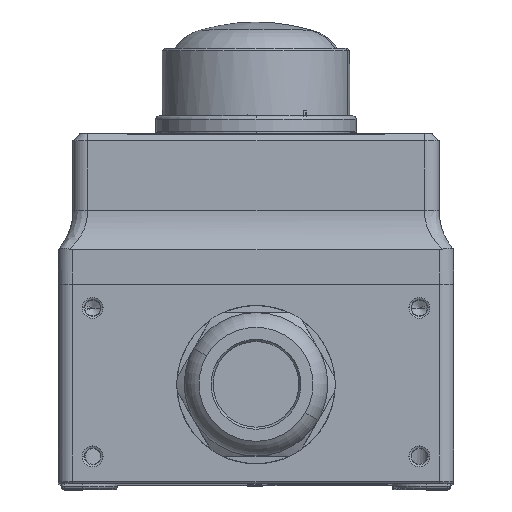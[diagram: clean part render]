
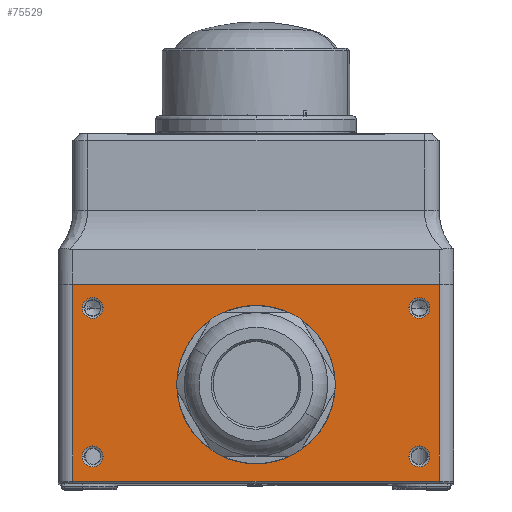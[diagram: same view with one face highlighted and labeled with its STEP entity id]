
A CAD part, top view. The second image highlights one B-rep face of the part: STEP entity #75529.
In plain terms, the highlighted planar face has unit normal (0, 0, 1).
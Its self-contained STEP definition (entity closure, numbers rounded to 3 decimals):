
#356 = EDGE_CURVE ( 'NONE', #33224, #43445, #71390, .T. ) ;
#965 = AXIS2_PLACEMENT_3D ( 'NONE', #53562, #14589, #60156 ) ;
#1299 = AXIS2_PLACEMENT_3D ( 'NONE', #62310, #68828, #29844 ) ;
#2136 = VECTOR ( 'NONE', #54665, 1000. ) ;
#2528 = DIRECTION ( 'NONE',  ( 1., 0., 0. ) ) ;
#5426 = DIRECTION ( 'NONE',  ( 0., 1., 0. ) ) ;
#5568 = AXIS2_PLACEMENT_3D ( 'NONE', #11546, #57102, #18100 ) ;
#5829 = LINE ( 'NONE', #80158, #75068 ) ;
#8939 = DIRECTION ( 'NONE',  ( 0., 0., 1. ) ) ;
#9132 = CARTESIAN_POINT ( 'NONE',  ( -40., 0.5, 92.5 ) ) ;
#9269 = FACE_BOUND ( 'NONE', #64204, .T. ) ;
#9527 = ORIENTED_EDGE ( 'NONE', *, *, #22976, .F. ) ;
#9894 = VERTEX_POINT ( 'NONE', #50840 ) ;
#10318 = EDGE_LOOP ( 'NONE', ( #66454, #56749, #35256, #15136 ) ) ;
#10676 = AXIS2_PLACEMENT_3D ( 'NONE', #19251, #64823, #25798 ) ;
#10687 = DIRECTION ( 'NONE',  ( 0., 0., 1. ) ) ;
#10768 = EDGE_CURVE ( 'NONE', #65902, #24680, #19497, .T. ) ;
#10852 = VERTEX_POINT ( 'NONE', #49224 ) ;
#11546 = CARTESIAN_POINT ( 'NONE',  ( -33., 35.5, 92.5 ) ) ;
#11911 = EDGE_CURVE ( 'NONE', #77122, #31056, #67271, .T. ) ;
#12461 = DIRECTION ( 'NONE',  ( 0., 0., 1. ) ) ;
#12507 = VERTEX_POINT ( 'NONE', #81767 ) ;
#13488 = EDGE_CURVE ( 'NONE', #71551, #49789, #25298, .T. ) ;
#14267 = AXIS2_PLACEMENT_3D ( 'NONE', #47922, #8939, #54490 ) ;
#14589 = DIRECTION ( 'NONE',  ( 0., 0., 1. ) ) ;
#15043 = AXIS2_PLACEMENT_3D ( 'NONE', #80525, #41514, #2528 ) ;
#15136 = ORIENTED_EDGE ( 'NONE', *, *, #60421, .T. ) ;
#15748 = EDGE_CURVE ( 'NONE', #43445, #33224, #71827, .T. ) ;
#16746 = PLANE ( 'NONE',  #1299 ) ;
#18100 = DIRECTION ( 'NONE',  ( 1., 0., 0. ) ) ;
#18528 = CARTESIAN_POINT ( 'NONE',  ( 37., 40.3, 92.5 ) ) ;
#19251 = CARTESIAN_POINT ( 'NONE',  ( 33., 5.5, 92.5 ) ) ;
#19497 = LINE ( 'NONE', #9132, #2136 ) ;
#19895 = CIRCLE ( 'NONE', #14267, 2.1 ) ;
#20465 = CARTESIAN_POINT ( 'NONE',  ( -33., 5.5, 92.5 ) ) ;
#20696 = AXIS2_PLACEMENT_3D ( 'NONE', #49646, #10687, #56259 ) ;
#21499 = CARTESIAN_POINT ( 'NONE',  ( -37., 40.3, 92.5 ) ) ;
#22457 = AXIS2_PLACEMENT_3D ( 'NONE', #32963, #78475, #39473 ) ;
#22757 = AXIS2_PLACEMENT_3D ( 'NONE', #20465, #66024, #27020 ) ;
#22976 = EDGE_CURVE ( 'NONE', #54458, #10852, #42956, .T. ) ;
#24610 = CARTESIAN_POINT ( 'NONE',  ( 33., 35.5, 92.5 ) ) ;
#24680 = VERTEX_POINT ( 'NONE', #51451 ) ;
#24865 = DIRECTION ( 'NONE',  ( 0., 0., 1. ) ) ;
#25298 = CIRCLE ( 'NONE', #20696, 12.6 ) ;
#25798 = DIRECTION ( 'NONE',  ( -1., 0., 0. ) ) ;
#26581 = FACE_BOUND ( 'NONE', #75563, .T. ) ;
#26844 = EDGE_CURVE ( 'NONE', #12507, #30455, #5829, .T. ) ;
#27020 = DIRECTION ( 'NONE',  ( 1., 0., 0. ) ) ;
#28214 = EDGE_CURVE ( 'NONE', #10852, #54458, #69962, .T. ) ;
#28424 = LINE ( 'NONE', #21499, #61037 ) ;
#28633 = FACE_BOUND ( 'NONE', #51291, .T. ) ;
#29844 = DIRECTION ( 'NONE',  ( -1., 0., 0. ) ) ;
#30455 = VERTEX_POINT ( 'NONE', #65234 ) ;
#31056 = VERTEX_POINT ( 'NONE', #38002 ) ;
#31933 = EDGE_CURVE ( 'NONE', #49789, #71551, #43888, .T. ) ;
#32615 = CARTESIAN_POINT ( 'NONE',  ( -35.1, 35.5, 92.5 ) ) ;
#32963 = CARTESIAN_POINT ( 'NONE',  ( 33., 35.5, 92.5 ) ) ;
#33224 = VERTEX_POINT ( 'NONE', #71213 ) ;
#35051 = ORIENTED_EDGE ( 'NONE', *, *, #15748, .F. ) ;
#35256 = ORIENTED_EDGE ( 'NONE', *, *, #26844, .F. ) ;
#38002 = CARTESIAN_POINT ( 'NONE',  ( -30.9, 5.5, 92.5 ) ) ;
#39075 = EDGE_CURVE ( 'NONE', #60569, #9894, #19895, .T. ) ;
#39473 = DIRECTION ( 'NONE',  ( -1., 0., 0. ) ) ;
#41078 = VECTOR ( 'NONE', #5426, 1000. ) ;
#41153 = DIRECTION ( 'NONE',  ( 1., 0., 0. ) ) ;
#41514 = DIRECTION ( 'NONE',  ( 0., 0., 1. ) ) ;
#41823 = FACE_OUTER_BOUND ( 'NONE', #10318, .T. ) ;
#41872 = AXIS2_PLACEMENT_3D ( 'NONE', #63894, #24865, #70408 ) ;
#42956 = CIRCLE ( 'NONE', #965, 2.1 ) ;
#43445 = VERTEX_POINT ( 'NONE', #47688 ) ;
#43468 = DIRECTION ( 'NONE',  ( -1., 0., 0. ) ) ;
#43888 = CIRCLE ( 'NONE', #15043, 12.6 ) ;
#45658 = EDGE_CURVE ( 'NONE', #31056, #77122, #57959, .T. ) ;
#46315 = CARTESIAN_POINT ( 'NONE',  ( -12.6, 20., 92.5 ) ) ;
#47386 = DIRECTION ( 'NONE',  ( 0., -1., 0. ) ) ;
#47688 = CARTESIAN_POINT ( 'NONE',  ( 30.9, 35.5, 92.5 ) ) ;
#47922 = CARTESIAN_POINT ( 'NONE',  ( 33., 5.5, 92.5 ) ) ;
#49224 = CARTESIAN_POINT ( 'NONE',  ( -30.9, 35.5, 92.5 ) ) ;
#49646 = CARTESIAN_POINT ( 'NONE',  ( 0., 20., 92.5 ) ) ;
#49789 = VERTEX_POINT ( 'NONE', #46315 ) ;
#50469 = CARTESIAN_POINT ( 'NONE',  ( 30.9, 5.5, 92.5 ) ) ;
#50840 = CARTESIAN_POINT ( 'NONE',  ( 35.1, 5.5, 92.5 ) ) ;
#51291 = EDGE_LOOP ( 'NONE', ( #53790, #79180 ) ) ;
#51451 = CARTESIAN_POINT ( 'NONE',  ( 37., 0.5, 92.5 ) ) ;
#51672 = CIRCLE ( 'NONE', #10676, 2.1 ) ;
#53562 = CARTESIAN_POINT ( 'NONE',  ( -33., 35.5, 92.5 ) ) ;
#53790 = ORIENTED_EDGE ( 'NONE', *, *, #13488, .F. ) ;
#54006 = CARTESIAN_POINT ( 'NONE',  ( -37., 0.5, 92.5 ) ) ;
#54406 = EDGE_CURVE ( 'NONE', #9894, #60569, #51672, .T. ) ;
#54458 = VERTEX_POINT ( 'NONE', #32615 ) ;
#54490 = DIRECTION ( 'NONE',  ( -1., 0., 0. ) ) ;
#54665 = DIRECTION ( 'NONE',  ( 1., 0., 0. ) ) ;
#55483 = ORIENTED_EDGE ( 'NONE', *, *, #28214, .F. ) ;
#55489 = CARTESIAN_POINT ( 'NONE',  ( -35.1, 5.5, 92.5 ) ) ;
#56259 = DIRECTION ( 'NONE',  ( 1., 0., 0. ) ) ;
#56749 = ORIENTED_EDGE ( 'NONE', *, *, #73478, .T. ) ;
#57102 = DIRECTION ( 'NONE',  ( 0., 0., 1. ) ) ;
#57959 = CIRCLE ( 'NONE', #22757, 2.1 ) ;
#58728 = CARTESIAN_POINT ( 'NONE',  ( 12.6, 20., 92.5 ) ) ;
#59202 = FACE_BOUND ( 'NONE', #63354, .T. ) ;
#60156 = DIRECTION ( 'NONE',  ( 1., 0., 0. ) ) ;
#60421 = EDGE_CURVE ( 'NONE', #12507, #65902, #28424, .T. ) ;
#60569 = VERTEX_POINT ( 'NONE', #50469 ) ;
#61037 = VECTOR ( 'NONE', #47386, 1000. ) ;
#62310 = CARTESIAN_POINT ( 'NONE',  ( -40., 40.3, 92.5 ) ) ;
#63354 = EDGE_LOOP ( 'NONE', ( #55483, #9527 ) ) ;
#63894 = CARTESIAN_POINT ( 'NONE',  ( -33., 5.5, 92.5 ) ) ;
#64188 = ORIENTED_EDGE ( 'NONE', *, *, #39075, .F. ) ;
#64204 = EDGE_LOOP ( 'NONE', ( #67037, #64188 ) ) ;
#64823 = DIRECTION ( 'NONE',  ( 0., 0., 1. ) ) ;
#65234 = CARTESIAN_POINT ( 'NONE',  ( 37., 40.3, 92.5 ) ) ;
#65902 = VERTEX_POINT ( 'NONE', #54006 ) ;
#66024 = DIRECTION ( 'NONE',  ( 0., 0., 1. ) ) ;
#66454 = ORIENTED_EDGE ( 'NONE', *, *, #10768, .T. ) ;
#67037 = ORIENTED_EDGE ( 'NONE', *, *, #54406, .F. ) ;
#67271 = CIRCLE ( 'NONE', #41872, 2.1 ) ;
#68828 = DIRECTION ( 'NONE',  ( 0., 0., -1. ) ) ;
#69962 = CIRCLE ( 'NONE', #5568, 2.1 ) ;
#70408 = DIRECTION ( 'NONE',  ( 1., 0., 0. ) ) ;
#71213 = CARTESIAN_POINT ( 'NONE',  ( 35.1, 35.5, 92.5 ) ) ;
#71290 = EDGE_LOOP ( 'NONE', ( #76552, #78594 ) ) ;
#71390 = CIRCLE ( 'NONE', #82803, 2.1 ) ;
#71551 = VERTEX_POINT ( 'NONE', #58728 ) ;
#71827 = CIRCLE ( 'NONE', #22457, 2.1 ) ;
#73478 = EDGE_CURVE ( 'NONE', #24680, #30455, #75728, .T. ) ;
#75068 = VECTOR ( 'NONE', #41153, 1000. ) ;
#75529 = ADVANCED_FACE ( 'NONE', ( #28633, #26581, #9269, #76469, #59202, #41823 ), #16746, .F. ) ;
#75563 = EDGE_LOOP ( 'NONE', ( #76644, #35051 ) ) ;
#75728 = LINE ( 'NONE', #18528, #41078 ) ;
#76469 = FACE_BOUND ( 'NONE', #71290, .T. ) ;
#76552 = ORIENTED_EDGE ( 'NONE', *, *, #45658, .F. ) ;
#76644 = ORIENTED_EDGE ( 'NONE', *, *, #356, .F. ) ;
#77122 = VERTEX_POINT ( 'NONE', #55489 ) ;
#78475 = DIRECTION ( 'NONE',  ( 0., 0., 1. ) ) ;
#78594 = ORIENTED_EDGE ( 'NONE', *, *, #11911, .F. ) ;
#79180 = ORIENTED_EDGE ( 'NONE', *, *, #31933, .F. ) ;
#80158 = CARTESIAN_POINT ( 'NONE',  ( -40., 40.3, 92.5 ) ) ;
#80525 = CARTESIAN_POINT ( 'NONE',  ( 0., 20., 92.5 ) ) ;
#81767 = CARTESIAN_POINT ( 'NONE',  ( -37., 40.3, 92.5 ) ) ;
#82803 = AXIS2_PLACEMENT_3D ( 'NONE', #24610, #12461, #43468 ) ;
